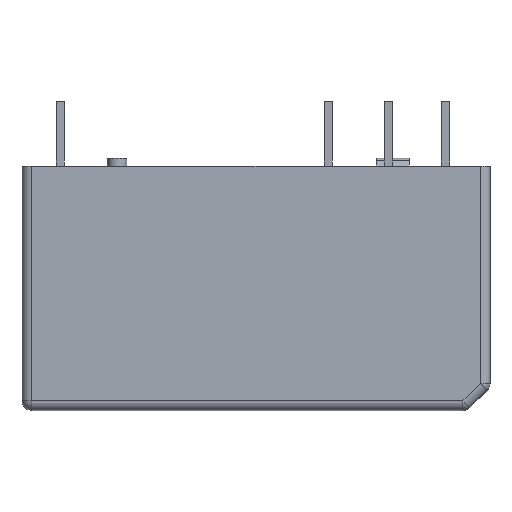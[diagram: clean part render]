
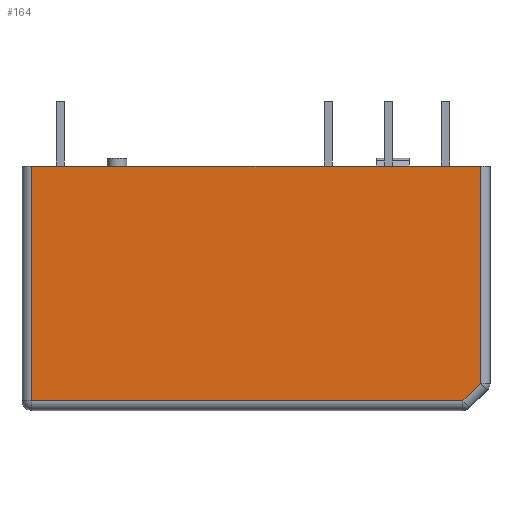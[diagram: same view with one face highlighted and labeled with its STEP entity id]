
A CAD part, front view. The second image highlights one B-rep face of the part: STEP entity #164.
In plain terms, the highlighted planar face has unit normal (0, -1, 0).
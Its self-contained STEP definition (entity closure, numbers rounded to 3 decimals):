
#164=ADVANCED_FACE('',(#297),#298,.T.);
#297=FACE_OUTER_BOUND('',#429,.T.);
#298=PLANE('',#430);
#429=EDGE_LOOP('',(#833,#834,#835,#836,#837));
#430=AXIS2_PLACEMENT_3D('',#838,#839,#840);
#833=ORIENTED_EDGE('',*,*,#919,.F.);
#834=ORIENTED_EDGE('',*,*,#1040,.T.);
#835=ORIENTED_EDGE('',*,*,#1021,.F.);
#836=ORIENTED_EDGE('',*,*,#1030,.T.);
#837=ORIENTED_EDGE('',*,*,#1038,.F.);
#838=CARTESIAN_POINT('',(-14.45,-6.3,0.0));
#839=DIRECTION('',(0.0,-1.0,0.0));
#840=DIRECTION('',(0.0,0.0,-1.0));
#919=EDGE_CURVE('',#1060,#1062,#1063,.T.);
#1021=EDGE_CURVE('',#1231,#1228,#1234,.T.);
#1030=EDGE_CURVE('',#1231,#1245,#1248,.T.);
#1038=EDGE_CURVE('',#1062,#1245,#1258,.T.);
#1040=EDGE_CURVE('',#1060,#1228,#1260,.T.);
#1060=VERTEX_POINT('',#1286);
#1062=VERTEX_POINT('',#1288);
#1063=LINE('',#1289,#1290);
#1228=VERTEX_POINT('',#1535);
#1231=VERTEX_POINT('',#1538);
#1234=LINE('',#1541,#1542);
#1245=VERTEX_POINT('',#1557);
#1248=LINE('',#1560,#1561);
#1258=LINE('',#1575,#1576);
#1260=LINE('',#1579,#1580);
#1286=CARTESIAN_POINT('',(-13.85,-6.3,0.0));
#1288=CARTESIAN_POINT('',(13.85,-6.3,0.0));
#1289=CARTESIAN_POINT('',(-13.85,-6.3,0.0));
#1290=VECTOR('',#1613,27.7);
#1535=CARTESIAN_POINT('',(-13.85,-6.3,-14.5));
#1538=CARTESIAN_POINT('',(12.781,-6.3,-14.5));
#1541=CARTESIAN_POINT('',(12.781,-6.3,-14.5));
#1542=VECTOR('',#1757,26.631);
#1557=CARTESIAN_POINT('',(13.85,-6.3,-13.431));
#1560=CARTESIAN_POINT('',(12.781,-6.3,-14.5));
#1561=VECTOR('',#1774,1.512);
#1575=CARTESIAN_POINT('',(13.85,-6.3,0.0));
#1576=VECTOR('',#1788,13.431);
#1579=CARTESIAN_POINT('',(-13.85,-6.3,0.0));
#1580=VECTOR('',#1790,14.5);
#1613=DIRECTION('',(1.0,0.0,0.0));
#1757=DIRECTION('',(-1.0,0.0,0.0));
#1774=DIRECTION('',(0.707,0.0,0.707));
#1788=DIRECTION('',(0.0,0.0,-1.0));
#1790=DIRECTION('',(0.0,0.0,-1.0));
